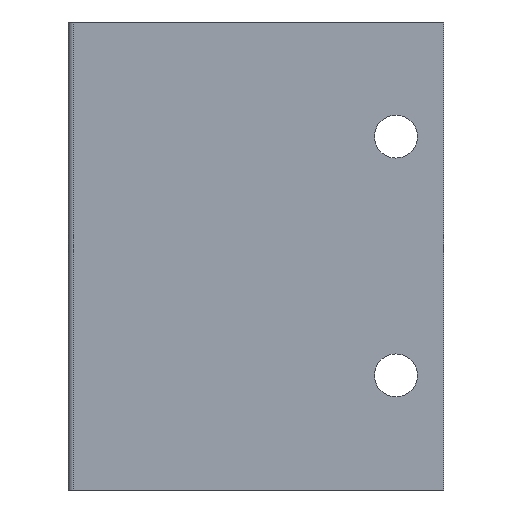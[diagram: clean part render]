
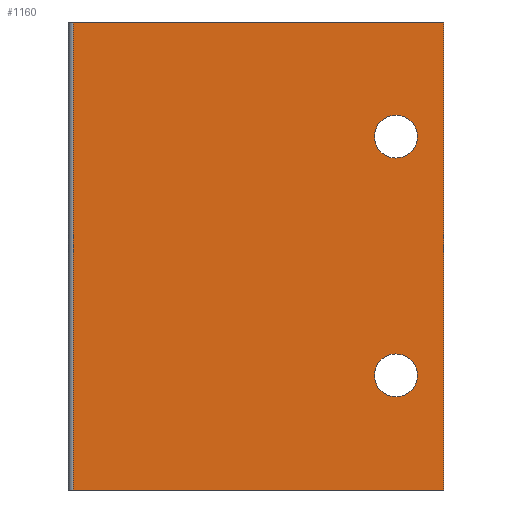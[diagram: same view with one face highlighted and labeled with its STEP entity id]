
A CAD part, front view. The second image highlights one B-rep face of the part: STEP entity #1160.
In plain terms, the highlighted planar face has unit normal (0, -1, 0).
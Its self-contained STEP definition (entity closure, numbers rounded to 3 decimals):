
#19 = CARTESIAN_POINT ( 'NONE',  ( 10489.145, 2720.705, 24. ) ) ;
#43 = VECTOR ( 'NONE', #386, 1000. ) ;
#67 = CARTESIAN_POINT ( 'NONE',  ( 10499.145, 2720.705, 0. ) ) ;
#76 = ORIENTED_EDGE ( 'NONE', *, *, #1256, .F. ) ;
#94 = CARTESIAN_POINT ( 'NONE',  ( 10499.145, 2720.705, 10. ) ) ;
#119 = EDGE_LOOP ( 'NONE', ( #604, #938 ) ) ;
#164 = CARTESIAN_POINT ( 'NONE',  ( 10421.559, 2720.705, 0. ) ) ;
#203 = DIRECTION ( 'NONE',  ( 0., 1., 0. ) ) ;
#217 = CIRCLE ( 'NONE', #553, 4.5 ) ;
#272 = ORIENTED_EDGE ( 'NONE', *, *, #881, .T. ) ;
#304 = CARTESIAN_POINT ( 'NONE',  ( 10489.145, 2720.705, 19.5 ) ) ;
#306 = LINE ( 'NONE', #94, #43 ) ;
#333 = VERTEX_POINT ( 'NONE', #1205 ) ;
#337 = ORIENTED_EDGE ( 'NONE', *, *, #818, .T. ) ;
#352 = AXIS2_PLACEMENT_3D ( 'NONE', #1074, #1019, #1005 ) ;
#386 = DIRECTION ( 'NONE',  ( 0., 0., -1. ) ) ;
#445 = FACE_BOUND ( 'NONE', #1162, .T. ) ;
#466 = DIRECTION ( 'NONE',  ( 0., 0., 1. ) ) ;
#535 = VERTEX_POINT ( 'NONE', #1220 ) ;
#553 = AXIS2_PLACEMENT_3D ( 'NONE', #752, #575, #1128 ) ;
#574 = EDGE_CURVE ( 'NONE', #333, #621, #306, .T. ) ;
#575 = DIRECTION ( 'NONE',  ( 0., 1., 0. ) ) ;
#595 = VECTOR ( 'NONE', #810, 1000. ) ;
#604 = ORIENTED_EDGE ( 'NONE', *, *, #954, .T. ) ;
#611 = CARTESIAN_POINT ( 'NONE',  ( 10421.559, 2720.705, 98. ) ) ;
#615 = EDGE_CURVE ( 'NONE', #1262, #1012, #1053, .T. ) ;
#621 = VERTEX_POINT ( 'NONE', #67 ) ;
#680 = AXIS2_PLACEMENT_3D ( 'NONE', #781, #832, #896 ) ;
#690 = DIRECTION ( 'NONE',  ( 0., 1., 0. ) ) ;
#730 = FACE_BOUND ( 'NONE', #119, .T. ) ;
#743 = AXIS2_PLACEMENT_3D ( 'NONE', #19, #203, #466 ) ;
#746 = ORIENTED_EDGE ( 'NONE', *, *, #1032, .T. ) ;
#752 = CARTESIAN_POINT ( 'NONE',  ( 10489.145, 2720.705, 24. ) ) ;
#762 = CARTESIAN_POINT ( 'NONE',  ( 10421.559, 2720.705, 0. ) ) ;
#771 = VECTOR ( 'NONE', #986, 1000. ) ;
#774 = VERTEX_POINT ( 'NONE', #912 ) ;
#781 = CARTESIAN_POINT ( 'NONE',  ( 10421.559, 2720.705, 10. ) ) ;
#794 = CIRCLE ( 'NONE', #743, 4.5 ) ;
#802 = CARTESIAN_POINT ( 'NONE',  ( 10421.559, 2720.705, 10. ) ) ;
#810 = DIRECTION ( 'NONE',  ( 1., 0., 0. ) ) ;
#815 = PLANE ( 'NONE',  #680 ) ;
#818 = EDGE_CURVE ( 'NONE', #774, #1107, #1052, .T. ) ;
#832 = DIRECTION ( 'NONE',  ( 0., 1., 0. ) ) ;
#844 = EDGE_CURVE ( 'NONE', #535, #1210, #217, .T. ) ;
#863 = DIRECTION ( 'NONE',  ( 1., 0., 0. ) ) ;
#872 = LINE ( 'NONE', #1294, #595 ) ;
#881 = EDGE_CURVE ( 'NONE', #1107, #774, #929, .T. ) ;
#883 = EDGE_LOOP ( 'NONE', ( #1212, #76, #1258, #746 ) ) ;
#888 = DIRECTION ( 'NONE',  ( 0., 0., 1. ) ) ;
#896 = DIRECTION ( 'NONE',  ( 0., 0., 1. ) ) ;
#912 = CARTESIAN_POINT ( 'NONE',  ( 10489.145, 2720.705, 69.5 ) ) ;
#929 = CIRCLE ( 'NONE', #1187, 4.5 ) ;
#938 = ORIENTED_EDGE ( 'NONE', *, *, #844, .T. ) ;
#954 = EDGE_CURVE ( 'NONE', #1210, #535, #794, .T. ) ;
#969 = VECTOR ( 'NONE', #863, 1000. ) ;
#986 = DIRECTION ( 'NONE',  ( 0., 0., -1. ) ) ;
#992 = CARTESIAN_POINT ( 'NONE',  ( 10489.145, 2720.705, 78.5 ) ) ;
#1005 = DIRECTION ( 'NONE',  ( 0., 0., 1. ) ) ;
#1010 = LINE ( 'NONE', #762, #969 ) ;
#1012 = VERTEX_POINT ( 'NONE', #164 ) ;
#1019 = DIRECTION ( 'NONE',  ( 0., 1., 0. ) ) ;
#1032 = EDGE_CURVE ( 'NONE', #1012, #621, #1010, .T. ) ;
#1052 = CIRCLE ( 'NONE', #352, 4.5 ) ;
#1053 = LINE ( 'NONE', #802, #771 ) ;
#1074 = CARTESIAN_POINT ( 'NONE',  ( 10489.145, 2720.705, 74. ) ) ;
#1107 = VERTEX_POINT ( 'NONE', #992 ) ;
#1128 = DIRECTION ( 'NONE',  ( 0., 0., 1. ) ) ;
#1160 = ADVANCED_FACE ( 'NONE', ( #730, #445, #1270 ), #815, .F. ) ;
#1162 = EDGE_LOOP ( 'NONE', ( #337, #272 ) ) ;
#1187 = AXIS2_PLACEMENT_3D ( 'NONE', #1283, #690, #888 ) ;
#1205 = CARTESIAN_POINT ( 'NONE',  ( 10499.145, 2720.705, 98. ) ) ;
#1210 = VERTEX_POINT ( 'NONE', #304 ) ;
#1212 = ORIENTED_EDGE ( 'NONE', *, *, #574, .F. ) ;
#1220 = CARTESIAN_POINT ( 'NONE',  ( 10489.145, 2720.705, 28.5 ) ) ;
#1256 = EDGE_CURVE ( 'NONE', #1262, #333, #872, .T. ) ;
#1258 = ORIENTED_EDGE ( 'NONE', *, *, #615, .T. ) ;
#1262 = VERTEX_POINT ( 'NONE', #611 ) ;
#1270 = FACE_OUTER_BOUND ( 'NONE', #883, .T. ) ;
#1283 = CARTESIAN_POINT ( 'NONE',  ( 10489.145, 2720.705, 74. ) ) ;
#1294 = CARTESIAN_POINT ( 'NONE',  ( 10421.559, 2720.705, 98. ) ) ;
